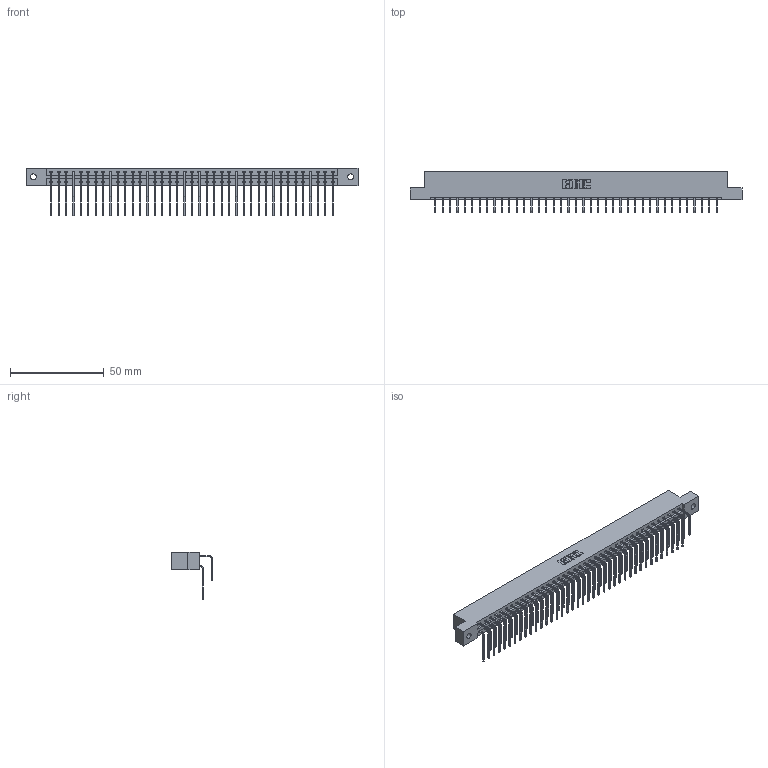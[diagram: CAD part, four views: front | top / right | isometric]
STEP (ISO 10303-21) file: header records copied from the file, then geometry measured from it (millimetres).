
FILE_DESCRIPTION (( 'STEP AP203' ), '1' );
FILE_NAME ('387-078-558-202.STEP', '2019-10-22T06:56:29', ( '' ), ( '' ), 'SwSTEP 2.0', 'SolidWorks 2016', '' );
FILE_SCHEMA (( 'CONFIG_CONTROL_DESIGN' ));
Length unit declared in the file: inch
Products named in the file (4): 345-292-001_558 Tail - 2; 387-078-558-202; 345-292-001_558 559 Tail - 1; 337 Part_Flush Mounting Lugs - 0.128 Dia
Assembly tree (79 placements, depth 2):
  387-078-558-202
    337 Part_Flush Mounting Lugs - 0.128 Dia
    345-292-001_558 559 Tail - 1  x39
    345-292-001_558 Tail - 2  x39
Bounding box: 177.55 x 22.17 x 25.53 mm (x, y, z)
Volume: 19084.5 mm3; surface area: 23532.6 mm2
Topology: 79 solids, 79 shells, 4482 faces, 13337 edges, 8786 vertices
Faces by surface type: plane 3190, cylinder 1292
Entity records: 32413 total; most frequent: CARTESIAN_POINT 5509, ORIENTED_EDGE 5394, DIRECTION 4673, EDGE_CURVE 2697, LINE 2529, VECTOR 2529, VERTEX_POINT 1794, AXIS2_PLACEMENT_3D 1072
